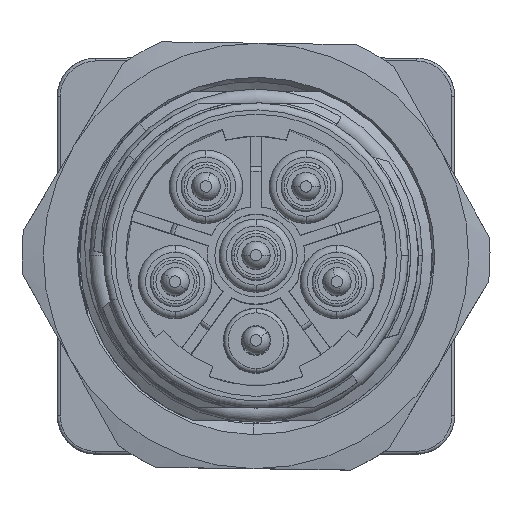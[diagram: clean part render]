
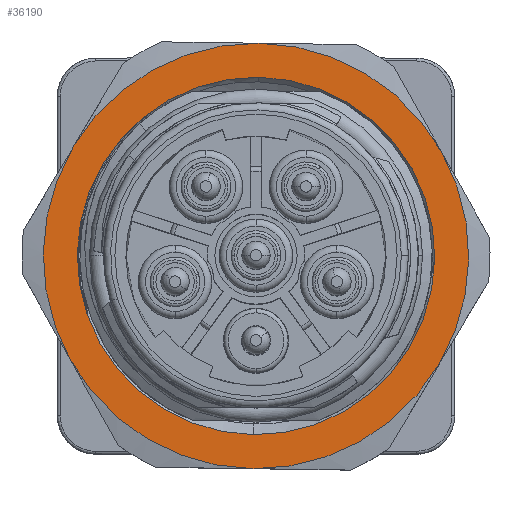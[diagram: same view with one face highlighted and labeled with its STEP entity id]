
A CAD part, top view. The second image highlights one B-rep face of the part: STEP entity #36190.
In plain terms, the highlighted planar face has unit normal (0, 0, 1).
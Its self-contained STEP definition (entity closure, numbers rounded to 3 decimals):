
#12718=CARTESIAN_POINT('',(0.213,14.998,
23.3));
#12767=CARTESIAN_POINT('',(13.095,7.315,23.3));
#12843=CARTESIAN_POINT('',(-13.095,-7.315,
23.3));
#12867=CARTESIAN_POINT('',(0.,0.,23.3));
#12868=DIRECTION('',(0.,0.,1.));
#12869=DIRECTION('',(0.859,-0.512,0.));
#12870=AXIS2_PLACEMENT_3D('',#12867,#12868,#12869);
#12872=CARTESIAN_POINT('',(0.,0.,23.3));
#12873=DIRECTION('',(0.,0.,1.));
#12874=DIRECTION('',(-0.014,-1.,0.));
#12875=AXIS2_PLACEMENT_3D('',#12872,#12873,#12874);
#12877=CARTESIAN_POINT('',(0.,0.,23.3));
#12878=DIRECTION('',(0.,0.,1.));
#12879=DIRECTION('',(-0.873,-0.488,0.));
#12880=AXIS2_PLACEMENT_3D('',#12877,#12878,#12879);
#12882=CARTESIAN_POINT('',(0.,0.,23.3));
#12883=DIRECTION('',(0.,0.,1.));
#12884=DIRECTION('',(-0.859,0.512,0.));
#12885=AXIS2_PLACEMENT_3D('',#12882,#12883,#12884);
#12887=CARTESIAN_POINT('',(0.,0.,23.3));
#12888=DIRECTION('',(0.,0.,1.));
#12889=DIRECTION('',(0.014,1.,0.));
#12890=AXIS2_PLACEMENT_3D('',#12887,#12888,#12889);
#12892=CARTESIAN_POINT('',(0.,0.,23.3));
#12893=DIRECTION('',(0.,0.,1.));
#12894=DIRECTION('',(0.873,0.488,0.));
#12895=AXIS2_PLACEMENT_3D('',#12892,#12893,#12894);
#12897=CARTESIAN_POINT('',(0.,0.,23.3));
#12898=DIRECTION('',(0.,0.,-1.));
#12899=DIRECTION('',(-0.014,-1.,0.));
#12900=AXIS2_PLACEMENT_3D('',#12897,#12898,#12899);
#12902=CARTESIAN_POINT('',(0.,0.,23.3));
#12903=DIRECTION('',(0.,0.,-1.));
#12904=DIRECTION('',(0.014,1.,0.));
#12905=AXIS2_PLACEMENT_3D('',#12902,#12903,#12904);
#12907=CARTESIAN_POINT('',(12.883,-7.683,
23.3));
#12954=CARTESIAN_POINT('',(-0.213,-14.998,
23.3));
#18448=VERTEX_POINT('',#12767);
#18451=VERTEX_POINT('',#12907);
#18453=VERTEX_POINT('',#12718);
#18457=CARTESIAN_POINT('',(-12.883,7.683,23.3));
#18458=VERTEX_POINT('',#18457);
#18461=VERTEX_POINT('',#12843);
#18465=VERTEX_POINT('',#12954);
#18471=CARTESIAN_POINT('',(-0.178,-12.599,
23.3));
#18472=CARTESIAN_POINT('',(0.178,12.599,23.3));
#18473=VERTEX_POINT('',#18471);
#18474=VERTEX_POINT('',#18472);
#36170=CARTESIAN_POINT('',(0.,0.,23.3));
#36171=DIRECTION('',(0.,0.,1.));
#36172=DIRECTION('',(-0.014,-1.,0.));
#36173=AXIS2_PLACEMENT_3D('',#36170,#36171,#36172);
#36174=PLANE('',#36173);
#36175=ORIENTED_EDGE('',*,*,#36060,.F.);
#36177=ORIENTED_EDGE('',*,*,#36176,.F.);
#36179=ORIENTED_EDGE('',*,*,#36178,.F.);
#36180=ORIENTED_EDGE('',*,*,#36153,.F.);
#36181=ORIENTED_EDGE('',*,*,#35964,.F.);
#36182=ORIENTED_EDGE('',*,*,#36001,.F.);
#36183=EDGE_LOOP('',(#36175,#36177,#36179,#36180,#36181,#36182));
#36184=FACE_OUTER_BOUND('',#36183,.F.);
#36185=ORIENTED_EDGE('',*,*,#21714,.F.);
#36187=ORIENTED_EDGE('',*,*,#36186,.F.);
#36188=EDGE_LOOP('',(#36185,#36187));
#36189=FACE_BOUND('',#36188,.F.);
#36190=ADVANCED_FACE('',(#36184,#36189),#36174,.T.);
#12871=CIRCLE('',#12870,15.);
#12876=CIRCLE('',#12875,15.);
#12881=CIRCLE('',#12880,15.);
#12886=CIRCLE('',#12885,15.);
#12891=CIRCLE('',#12890,15.);
#12896=CIRCLE('',#12895,15.);
#12901=CIRCLE('',#12900,12.6);
#12906=CIRCLE('',#12905,12.6);
#21714=EDGE_CURVE('',#18473,#18474,#12901,.T.);
#35964=EDGE_CURVE('',#18453,#18458,#12891,.T.);
#36001=EDGE_CURVE('',#18448,#18453,#12896,.T.);
#36060=EDGE_CURVE('',#18451,#18448,#12871,.T.);
#36153=EDGE_CURVE('',#18458,#18461,#12886,.T.);
#36176=EDGE_CURVE('',#18465,#18451,#12876,.T.);
#36178=EDGE_CURVE('',#18461,#18465,#12881,.T.);
#36186=EDGE_CURVE('',#18474,#18473,#12906,.T.);
